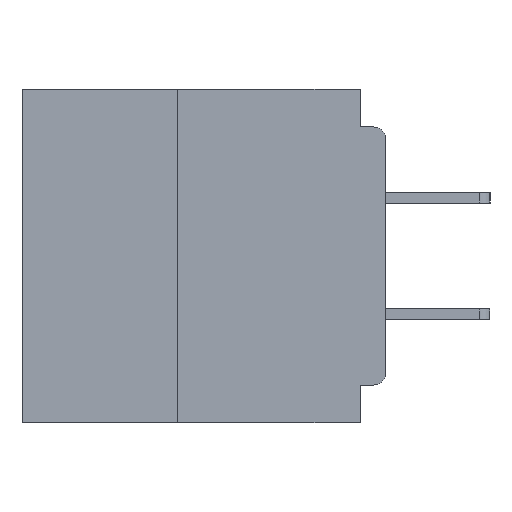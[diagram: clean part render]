
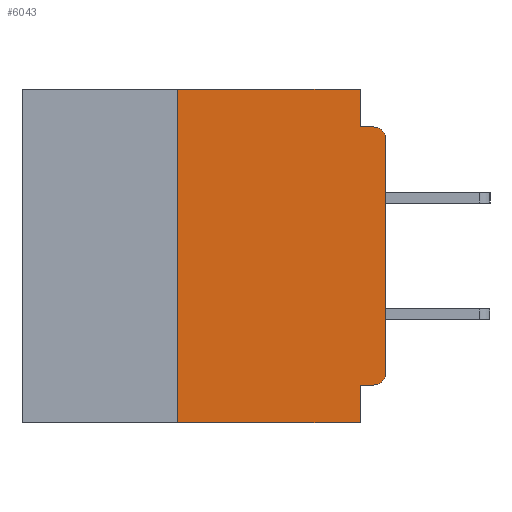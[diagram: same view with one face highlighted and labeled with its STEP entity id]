
A CAD part, left-side view. The second image highlights one B-rep face of the part: STEP entity #6043.
In plain terms, the highlighted planar face has unit normal (-1, 0, 0).
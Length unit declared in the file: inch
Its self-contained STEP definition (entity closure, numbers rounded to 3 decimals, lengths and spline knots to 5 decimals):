
#245 = CIRCLE ( 'NONE', #12293, 0.015 ) ;
#1191 = LINE ( 'NONE', #16217, #23029 ) ;
#1516 = AXIS2_PLACEMENT_3D ( 'NONE', #18347, #48656, #22716 ) ;
#1557 = ORIENTED_EDGE ( 'NONE', *, *, #9022, .F. ) ;
#1873 = VERTEX_POINT ( 'NONE', #54742 ) ;
#2122 = DIRECTION ( 'NONE',  ( 0., -1., 0. ) ) ;
#2231 = CIRCLE ( 'NONE', #1516, 0.015 ) ;
#2399 = CARTESIAN_POINT ( 'NONE',  ( 0., 0., 0. ) ) ;
#3573 = ORIENTED_EDGE ( 'NONE', *, *, #40945, .T. ) ;
#4410 = DIRECTION ( 'NONE',  ( 0., -1., 0. ) ) ;
#5867 = CARTESIAN_POINT ( 'NONE',  ( 0., 0.25, -0.4 ) ) ;
#6017 = DIRECTION ( 'NONE',  ( 0., 0., -1. ) ) ;
#6043 = ADVANCED_FACE ( 'NONE', ( #39998 ), #27798, .F. ) ;
#6388 = CARTESIAN_POINT ( 'NONE',  ( 0., 0.25, -0.4 ) ) ;
#6486 = VERTEX_POINT ( 'NONE', #35903 ) ;
#6603 = DIRECTION ( 'NONE',  ( 0., 0., 1. ) ) ;
#6980 = EDGE_CURVE ( 'NONE', #15043, #6486, #42003, .T. ) ;
#7283 = VECTOR ( 'NONE', #4410, 39.37008 ) ;
#7675 = ORIENTED_EDGE ( 'NONE', *, *, #6980, .F. ) ;
#9022 = EDGE_CURVE ( 'NONE', #55467, #43487, #34454, .T. ) ;
#10236 = CARTESIAN_POINT ( 'NONE',  ( 0., 0.437, 0. ) ) ;
#10793 = DIRECTION ( 'NONE',  ( 0., 0., 1. ) ) ;
#11810 = ORIENTED_EDGE ( 'NONE', *, *, #19154, .F. ) ;
#11835 = DIRECTION ( 'NONE',  ( 0., 0., -1. ) ) ;
#12293 = AXIS2_PLACEMENT_3D ( 'NONE', #49828, #23896, #54148 ) ;
#13238 = EDGE_CURVE ( 'NONE', #35061, #55467, #30531, .T. ) ;
#14250 = CARTESIAN_POINT ( 'NONE',  ( 0., 0.031, -0.045 ) ) ;
#14325 = CARTESIAN_POINT ( 'NONE',  ( 0., 0., -0.34 ) ) ;
#14544 = ORIENTED_EDGE ( 'NONE', *, *, #13238, .F. ) ;
#15043 = VERTEX_POINT ( 'NONE', #14250 ) ;
#16217 = CARTESIAN_POINT ( 'NONE',  ( 0., 0.031, -0.4 ) ) ;
#16835 = LINE ( 'NONE', #54139, #50060 ) ;
#16933 = CARTESIAN_POINT ( 'NONE',  ( 0., 0.25, 0. ) ) ;
#17329 = AXIS2_PLACEMENT_3D ( 'NONE', #10236, #32126, #6017 ) ;
#18347 = CARTESIAN_POINT ( 'NONE',  ( 0., 0.015, -0.06 ) ) ;
#18994 = CARTESIAN_POINT ( 'NONE',  ( 0., 0.437, 0. ) ) ;
#19154 = EDGE_CURVE ( 'NONE', #43487, #15043, #49474, .T. ) ;
#19665 = LINE ( 'NONE', #36222, #52852 ) ;
#20480 = EDGE_CURVE ( 'NONE', #37748, #28824, #1191, .T. ) ;
#22716 = DIRECTION ( 'NONE',  ( 0., 0., -1. ) ) ;
#23029 = VECTOR ( 'NONE', #11835, 39.37008 ) ;
#23738 = EDGE_CURVE ( 'NONE', #36210, #6486, #2231, .T. ) ;
#23896 = DIRECTION ( 'NONE',  ( -1., 0., 0. ) ) ;
#26236 = LINE ( 'NONE', #2399, #36409 ) ;
#27503 = DIRECTION ( 'NONE',  ( 0., 1., 0. ) ) ;
#27798 = PLANE ( 'NONE',  #17329 ) ;
#28675 = EDGE_CURVE ( 'NONE', #1873, #38346, #245, .T. ) ;
#28824 = VERTEX_POINT ( 'NONE', #50574 ) ;
#29547 = ORIENTED_EDGE ( 'NONE', *, *, #23738, .T. ) ;
#30529 = CARTESIAN_POINT ( 'NONE',  ( 0., 0., -0.045 ) ) ;
#30531 = LINE ( 'NONE', #6388, #52159 ) ;
#31869 = CARTESIAN_POINT ( 'NONE',  ( 0., 0.031, -0.355 ) ) ;
#32126 = DIRECTION ( 'NONE',  ( 1., 0., 0. ) ) ;
#33283 = CARTESIAN_POINT ( 'NONE',  ( 0., 0.031, 0. ) ) ;
#34454 = LINE ( 'NONE', #18994, #53347 ) ;
#35061 = VERTEX_POINT ( 'NONE', #5867 ) ;
#35673 = ORIENTED_EDGE ( 'NONE', *, *, #28675, .T. ) ;
#35903 = CARTESIAN_POINT ( 'NONE',  ( 0., 0.015, -0.045 ) ) ;
#36210 = VERTEX_POINT ( 'NONE', #43426 ) ;
#36222 = CARTESIAN_POINT ( 'NONE',  ( 0., 0., -0.355 ) ) ;
#36409 = VECTOR ( 'NONE', #6603, 39.37008 ) ;
#37656 = CARTESIAN_POINT ( 'NONE',  ( 0., 0.031, 0. ) ) ;
#37748 = VERTEX_POINT ( 'NONE', #31869 ) ;
#38346 = VERTEX_POINT ( 'NONE', #14325 ) ;
#39998 = FACE_OUTER_BOUND ( 'NONE', #41155, .T. ) ;
#40945 = EDGE_CURVE ( 'NONE', #38346, #36210, #26236, .T. ) ;
#41155 = EDGE_LOOP ( 'NONE', ( #3573, #29547, #7675, #11810, #1557, #14544, #50513, #53195, #45798, #35673 ) ) ;
#42003 = LINE ( 'NONE', #30529, #7283 ) ;
#42194 = DIRECTION ( 'NONE',  ( 0., 0., -1. ) ) ;
#43426 = CARTESIAN_POINT ( 'NONE',  ( 0., 0., -0.06 ) ) ;
#43487 = VERTEX_POINT ( 'NONE', #37656 ) ;
#45569 = EDGE_CURVE ( 'NONE', #35061, #28824, #16835, .T. ) ;
#45798 = ORIENTED_EDGE ( 'NONE', *, *, #51431, .F. ) ;
#48109 = VECTOR ( 'NONE', #42194, 39.37008 ) ;
#48656 = DIRECTION ( 'NONE',  ( -1., 0., 0. ) ) ;
#49474 = LINE ( 'NONE', #33283, #48109 ) ;
#49828 = CARTESIAN_POINT ( 'NONE',  ( 0., 0.015, -0.34 ) ) ;
#50060 = VECTOR ( 'NONE', #2122, 39.37008 ) ;
#50513 = ORIENTED_EDGE ( 'NONE', *, *, #45569, .T. ) ;
#50574 = CARTESIAN_POINT ( 'NONE',  ( 0., 0.031, -0.4 ) ) ;
#51431 = EDGE_CURVE ( 'NONE', #1873, #37748, #19665, .T. ) ;
#52159 = VECTOR ( 'NONE', #10793, 39.37008 ) ;
#52852 = VECTOR ( 'NONE', #27503, 39.37008 ) ;
#53195 = ORIENTED_EDGE ( 'NONE', *, *, #20480, .F. ) ;
#53347 = VECTOR ( 'NONE', #53445, 39.37008 ) ;
#53445 = DIRECTION ( 'NONE',  ( 0., -1., 0. ) ) ;
#54139 = CARTESIAN_POINT ( 'NONE',  ( 0., 0.437, -0.4 ) ) ;
#54148 = DIRECTION ( 'NONE',  ( 0., 0., -1. ) ) ;
#54742 = CARTESIAN_POINT ( 'NONE',  ( 0., 0.015, -0.355 ) ) ;
#55467 = VERTEX_POINT ( 'NONE', #16933 ) ;
